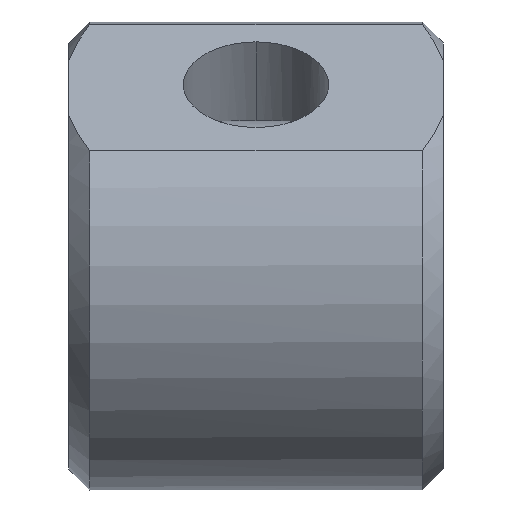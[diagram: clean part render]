
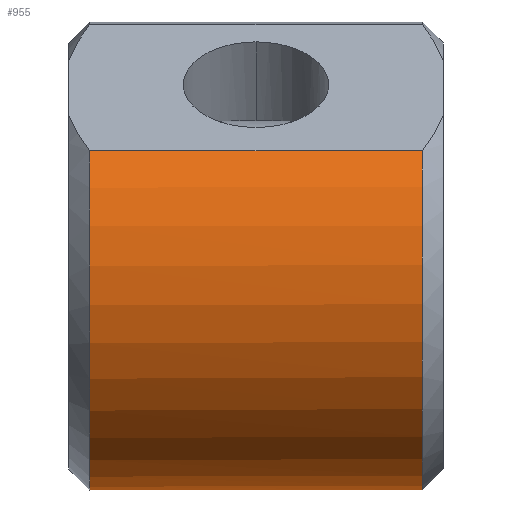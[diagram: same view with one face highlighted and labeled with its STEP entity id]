
A CAD part, front view. The second image highlights one B-rep face of the part: STEP entity #955.
In plain terms, the highlighted cylindrical face has radius 22.5 mm (diameter 45 mm), a partial arc.
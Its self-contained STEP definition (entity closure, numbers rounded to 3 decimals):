
#59 = LINE ( 'NONE', #363, #455 ) ;
#60 = DIRECTION ( 'NONE',  ( -1., 0., 0. ) ) ;
#62 = DIRECTION ( 'NONE',  ( 0., 0.809, 0.588 ) ) ;
#71 = ORIENTED_EDGE ( 'NONE', *, *, #863, .T. ) ;
#73 = EDGE_CURVE ( 'NONE', #1039, #403, #827, .T. ) ;
#87 = CYLINDRICAL_SURFACE ( 'NONE', #858, 22.5 ) ;
#149 = CARTESIAN_POINT ( 'NONE',  ( -24.125, -21.375, 0. ) ) ;
#154 = CARTESIAN_POINT ( 'NONE',  ( -56.125, -21.375, 0. ) ) ;
#172 = DIRECTION ( 'NONE',  ( 1., 0., 0. ) ) ;
#215 = ORIENTED_EDGE ( 'NONE', *, *, #674, .T. ) ;
#244 = CARTESIAN_POINT ( 'NONE',  ( -56.125, -21.375, -22.5 ) ) ;
#252 = EDGE_CURVE ( 'NONE', #1047, #701, #59, .T. ) ;
#264 = ORIENTED_EDGE ( 'NONE', *, *, #697, .F. ) ;
#331 = DIRECTION ( 'NONE',  ( 1., 0., 0. ) ) ;
#363 = CARTESIAN_POINT ( 'NONE',  ( -40.125, -17.958, -22.239 ) ) ;
#403 = VERTEX_POINT ( 'NONE', #630 ) ;
#454 = AXIS2_PLACEMENT_3D ( 'NONE', #876, #783, #957 ) ;
#455 = VECTOR ( 'NONE', #172, 1000. ) ;
#484 = CARTESIAN_POINT ( 'NONE',  ( -40.125, -41.47, 10.122 ) ) ;
#494 = CARTESIAN_POINT ( 'NONE',  ( -24.125, -17.958, -22.239 ) ) ;
#503 = DIRECTION ( 'NONE',  ( 0., 0., 1. ) ) ;
#559 = AXIS2_PLACEMENT_3D ( 'NONE', #695, #1145, #1141 ) ;
#630 = CARTESIAN_POINT ( 'NONE',  ( -56.125, -41.47, 10.122 ) ) ;
#674 = EDGE_CURVE ( 'NONE', #403, #818, #853, .T. ) ;
#695 = CARTESIAN_POINT ( 'NONE',  ( -56.125, -21.375, 0. ) ) ;
#697 = EDGE_CURVE ( 'NONE', #1039, #701, #973, .T. ) ;
#701 = VERTEX_POINT ( 'NONE', #494 ) ;
#708 = FACE_OUTER_BOUND ( 'NONE', #857, .T. ) ;
#721 = CIRCLE ( 'NONE', #1072, 22.5 ) ;
#767 = ORIENTED_EDGE ( 'NONE', *, *, #73, .T. ) ;
#776 = ORIENTED_EDGE ( 'NONE', *, *, #252, .T. ) ;
#777 = DIRECTION ( 'NONE',  ( -1., 0., 0. ) ) ;
#783 = DIRECTION ( 'NONE',  ( 1., 0., 0. ) ) ;
#795 = VECTOR ( 'NONE', #777, 1000. ) ;
#797 = CARTESIAN_POINT ( 'NONE',  ( -56.125, -17.958, -22.239 ) ) ;
#818 = VERTEX_POINT ( 'NONE', #244 ) ;
#827 = LINE ( 'NONE', #484, #795 ) ;
#853 = CIRCLE ( 'NONE', #559, 22.5 ) ;
#857 = EDGE_LOOP ( 'NONE', ( #767, #215, #71, #776, #264 ) ) ;
#858 = AXIS2_PLACEMENT_3D ( 'NONE', #149, #60, #503 ) ;
#863 = EDGE_CURVE ( 'NONE', #818, #1047, #721, .T. ) ;
#876 = CARTESIAN_POINT ( 'NONE',  ( -24.125, -21.375, 0. ) ) ;
#955 = ADVANCED_FACE ( 'NONE', ( #708 ), #87, .T. ) ;
#957 = DIRECTION ( 'NONE',  ( 0., 0.809, 0.588 ) ) ;
#973 = CIRCLE ( 'NONE', #454, 22.5 ) ;
#1039 = VERTEX_POINT ( 'NONE', #1146 ) ;
#1047 = VERTEX_POINT ( 'NONE', #797 ) ;
#1072 = AXIS2_PLACEMENT_3D ( 'NONE', #154, #331, #62 ) ;
#1141 = DIRECTION ( 'NONE',  ( 0., 0.809, 0.588 ) ) ;
#1145 = DIRECTION ( 'NONE',  ( 1., 0., 0. ) ) ;
#1146 = CARTESIAN_POINT ( 'NONE',  ( -24.125, -41.47, 10.122 ) ) ;
